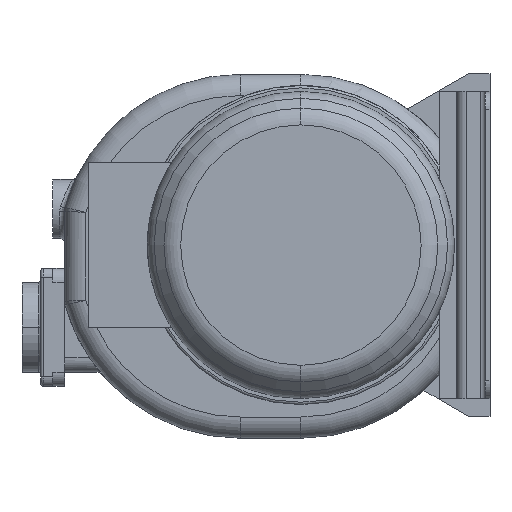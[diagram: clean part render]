
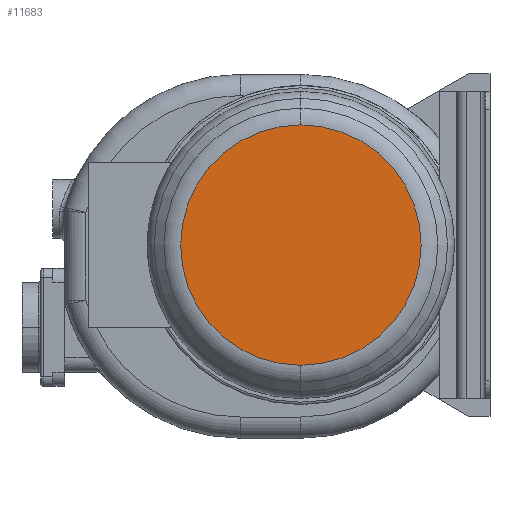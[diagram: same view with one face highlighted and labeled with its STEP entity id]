
A CAD part, left-side view. The second image highlights one B-rep face of the part: STEP entity #11683.
In plain terms, the highlighted planar face has unit normal (-1, 0, 0).
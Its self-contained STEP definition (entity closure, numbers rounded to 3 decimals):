
#1=CARTESIAN_POINT('',(0.,0.,0.));
#2=DIRECTION('',(-1.,0.,0.));
#3=DIRECTION('',(0.,0.,-1.));
#4=AXIS2_PLACEMENT_3D('',#1,#2,#3);
#6=CARTESIAN_POINT('',(0.,0.,0.));
#7=DIRECTION('',(-1.,0.,0.));
#8=DIRECTION('',(0.,0.,1.));
#9=AXIS2_PLACEMENT_3D('',#6,#7,#8);
#10401=CARTESIAN_POINT('',(0.,0.,-101.716));
#10402=CARTESIAN_POINT('',(0.,0.,101.716));
#10403=VERTEX_POINT('',#10401);
#10404=VERTEX_POINT('',#10402);
#11672=CARTESIAN_POINT('',(0.,0.,0.));
#11673=DIRECTION('',(1.,0.,0.));
#11674=DIRECTION('',(0.,0.,-1.));
#11675=AXIS2_PLACEMENT_3D('',#11672,#11673,#11674);
#11676=PLANE('',#11675);
#11678=ORIENTED_EDGE('',*,*,#11677,.F.);
#11680=ORIENTED_EDGE('',*,*,#11679,.F.);
#11681=EDGE_LOOP('',(#11678,#11680));
#11682=FACE_OUTER_BOUND('',#11681,.F.);
#11683=ADVANCED_FACE('',(#11682),#11676,.F.);
#5=CIRCLE('',#4,101.716);
#10=CIRCLE('',#9,101.716);
#11677=EDGE_CURVE('',#10403,#10404,#5,.T.);
#11679=EDGE_CURVE('',#10404,#10403,#10,.T.);
